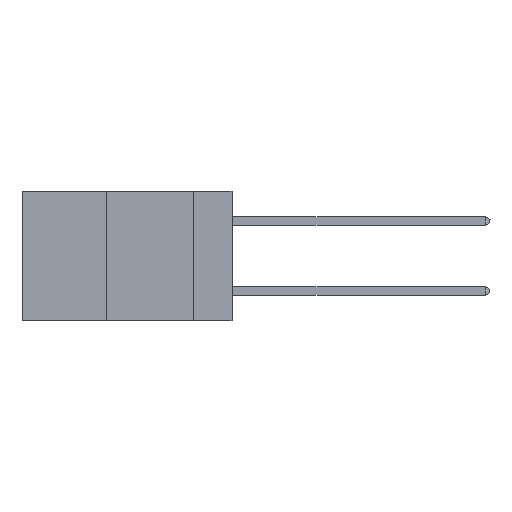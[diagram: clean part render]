
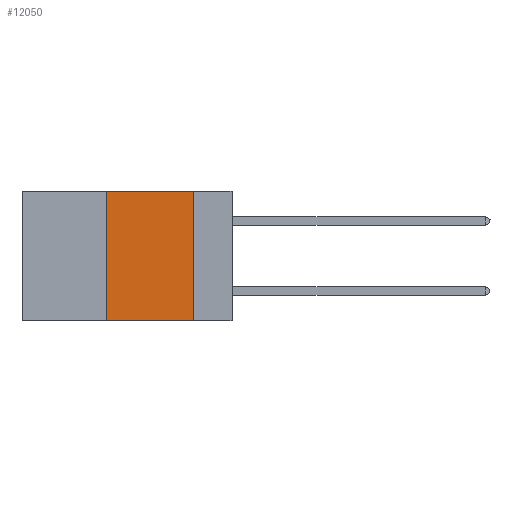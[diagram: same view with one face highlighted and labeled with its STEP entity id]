
A CAD part, left-side view. The second image highlights one B-rep face of the part: STEP entity #12050.
In plain terms, the highlighted planar face has unit normal (-1, 0, 0).
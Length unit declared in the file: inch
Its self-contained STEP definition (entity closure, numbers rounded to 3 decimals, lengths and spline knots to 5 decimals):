
#268 = EDGE_CURVE ( 'NONE', #5326, #1553, #21180, .T. ) ;
#358 = DIRECTION ( 'NONE',  ( 0., 0., -1. ) ) ;
#736 = ORIENTED_EDGE ( 'NONE', *, *, #10472, .F. ) ;
#1553 = VERTEX_POINT ( 'NONE', #11355 ) ;
#2078 = VECTOR ( 'NONE', #9637, 39.37008 ) ;
#4527 = VERTEX_POINT ( 'NONE', #24460 ) ;
#5326 = VERTEX_POINT ( 'NONE', #16099 ) ;
#5672 = VERTEX_POINT ( 'NONE', #13890 ) ;
#5884 = EDGE_LOOP ( 'NONE', ( #17436, #9633, #736, #7162 ) ) ;
#6702 = CARTESIAN_POINT ( 'NONE',  ( 0., 0.11, 0. ) ) ;
#7162 = ORIENTED_EDGE ( 'NONE', *, *, #268, .T. ) ;
#7350 = LINE ( 'NONE', #22591, #11967 ) ;
#8735 = LINE ( 'NONE', #18876, #20186 ) ;
#9633 = ORIENTED_EDGE ( 'NONE', *, *, #13176, .F. ) ;
#9637 = DIRECTION ( 'NONE',  ( 0., -1., 0. ) ) ;
#10472 = EDGE_CURVE ( 'NONE', #5326, #5672, #7350, .T. ) ;
#11355 = CARTESIAN_POINT ( 'NONE',  ( 0., 0.11, -0.37 ) ) ;
#11967 = VECTOR ( 'NONE', #20435, 39.37008 ) ;
#12050 = ADVANCED_FACE ( 'NONE', ( #17889 ), #17647, .F. ) ;
#12172 = CARTESIAN_POINT ( 'NONE',  ( 0., 0.6, 0. ) ) ;
#13176 = EDGE_CURVE ( 'NONE', #5672, #4527, #8735, .T. ) ;
#13890 = CARTESIAN_POINT ( 'NONE',  ( 0., 0.36, 0. ) ) ;
#14049 = LINE ( 'NONE', #6702, #19865 ) ;
#16099 = CARTESIAN_POINT ( 'NONE',  ( 0., 0.36, -0.37 ) ) ;
#16221 = DIRECTION ( 'NONE',  ( 0., 0., -1. ) ) ;
#17339 = EDGE_CURVE ( 'NONE', #4527, #1553, #14049, .T. ) ;
#17436 = ORIENTED_EDGE ( 'NONE', *, *, #17339, .F. ) ;
#17647 = PLANE ( 'NONE',  #20965 ) ;
#17889 = FACE_OUTER_BOUND ( 'NONE', #5884, .T. ) ;
#18876 = CARTESIAN_POINT ( 'NONE',  ( 0., 0.6, 0. ) ) ;
#19280 = CARTESIAN_POINT ( 'NONE',  ( 0., 0.6, -0.37 ) ) ;
#19797 = DIRECTION ( 'NONE',  ( 1., 0., 0. ) ) ;
#19865 = VECTOR ( 'NONE', #16221, 39.37008 ) ;
#20186 = VECTOR ( 'NONE', #20661, 39.37008 ) ;
#20435 = DIRECTION ( 'NONE',  ( 0., 0., 1. ) ) ;
#20661 = DIRECTION ( 'NONE',  ( 0., -1., 0. ) ) ;
#20965 = AXIS2_PLACEMENT_3D ( 'NONE', #12172, #19797, #358 ) ;
#21180 = LINE ( 'NONE', #19280, #2078 ) ;
#22591 = CARTESIAN_POINT ( 'NONE',  ( 0., 0.36, 0. ) ) ;
#24460 = CARTESIAN_POINT ( 'NONE',  ( 0., 0.11, 0. ) ) ;
